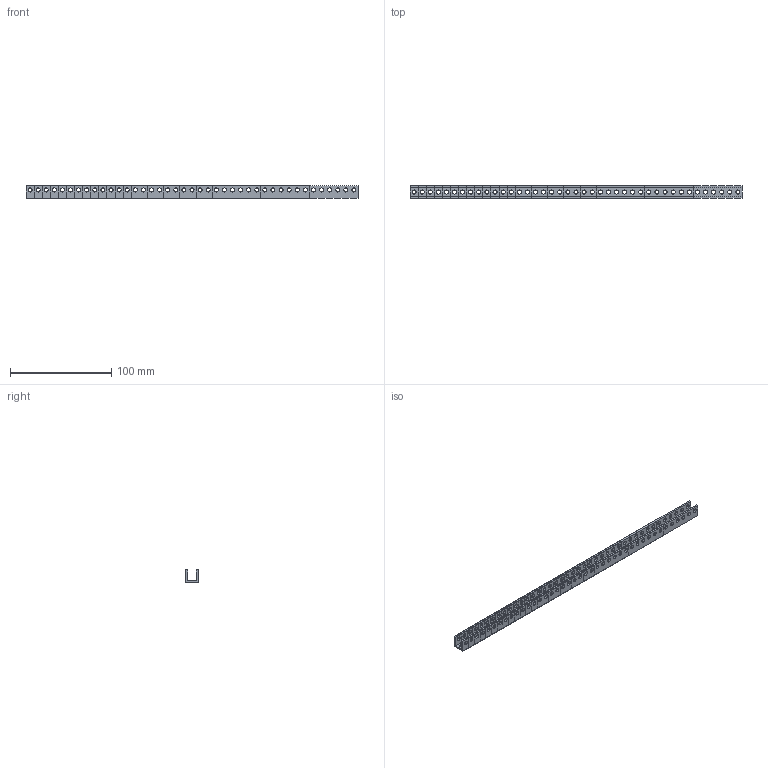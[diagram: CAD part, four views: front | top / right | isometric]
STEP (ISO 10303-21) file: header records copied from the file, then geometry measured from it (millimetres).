
FILE_DESCRIPTION( ( '' ), ' ' );
FILE_NAME( '5a2ac3777c122e0ef434aa4f.step', '2017-12-08T16:53:12', ( '' ), ( '' ), ' ', ' ', ' ' );
FILE_SCHEMA( ( 'AUTOMOTIVE_DESIGN { 1 0 10303 214 1 1 1 1 }' ) );
Length unit declared in the file: metre
Products named in the file (21): 1101-0041-0328; 1101-0035-0280; 1101-0029-0232; 1101-0023-0184; 1101-0021-0168; 1101-0019-0152; 1101-0017-0136; 1101-0015-0120; 1101-0013-0104; 1101-0012-0096; 1101-0011-0088; 1101-0010-0080; 1101-0009-0072; 1101-0008-0064; 1101-0007-0056; 1101-0006-0048; 1101-0005-0040; 1101-0004-0032; 1101-0003-0024; 1101-0002-0016; 1101-0001-0008
Bounding box: 328 x 12 x 12 mm (x, y, z)
Surface area: 161323.6 mm2
Topology: 21 solids, 21 shells, 1083 faces, 3705 edges, 2664 vertices
Faces by surface type: cylinder 873, plane 210
Full cylindrical faces by diameter (mm): 4 x873
Entity records: 44530 total; most frequent: DIRECTION 6204, CARTESIAN_POINT 5436, ORIENTED_EDGE 4500, EDGE_LOOP 3702, AXIS2_PLACEMENT_3D 2850, EDGE_CURVE 2250, VERTEX_POINT 2082, FACE_OUTER_BOUND 1956
